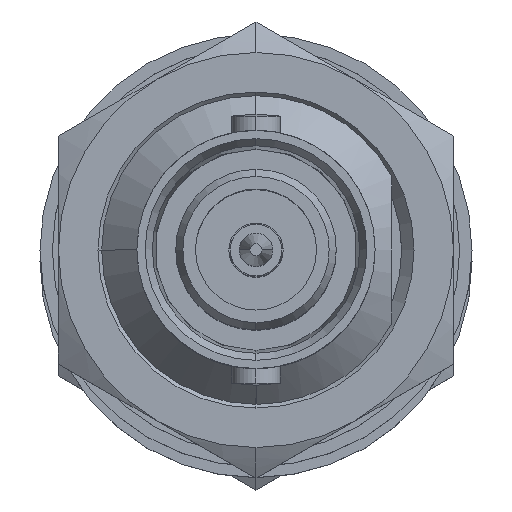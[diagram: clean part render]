
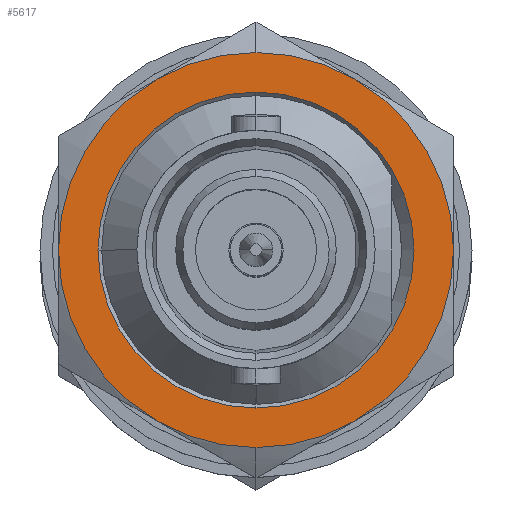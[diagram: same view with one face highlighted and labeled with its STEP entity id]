
A CAD part, top view. The second image highlights one B-rep face of the part: STEP entity #5617.
In plain terms, the highlighted face is planar.
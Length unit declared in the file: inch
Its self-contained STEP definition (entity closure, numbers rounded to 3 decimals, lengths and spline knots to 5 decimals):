
#118 = CIRCLE ( 'NONE', #7985, 0.31496 ) ;
#150 = DIRECTION ( 'NONE',  ( 0., -0.866, -0.5 ) ) ;
#339 = AXIS2_PLACEMENT_3D ( 'NONE', #6459, #6283, #150 ) ;
#452 = DIRECTION ( 'NONE',  ( -1., 0., 0. ) ) ;
#568 = VERTEX_POINT ( 'NONE', #4740 ) ;
#625 = DIRECTION ( 'NONE',  ( 1., 0., 0. ) ) ;
#665 = PLANE ( 'NONE',  #6772 ) ;
#741 = CARTESIAN_POINT ( 'NONE',  ( 0., 0., 0. ) ) ;
#758 = ORIENTED_EDGE ( 'NONE', *, *, #2109, .T. ) ;
#791 = VERTEX_POINT ( 'NONE', #4361 ) ;
#793 = DIRECTION ( 'NONE',  ( 1., 0., 0. ) ) ;
#895 = EDGE_CURVE ( 'NONE', #3185, #791, #3329, .T. ) ;
#945 = CARTESIAN_POINT ( 'NONE',  ( 0., 0., 0. ) ) ;
#963 = ORIENTED_EDGE ( 'NONE', *, *, #4691, .T. ) ;
#968 = FACE_BOUND ( 'NONE', #1585, .T. ) ;
#1032 = CARTESIAN_POINT ( 'NONE',  ( 0., -0.31496, 0. ) ) ;
#1107 = VERTEX_POINT ( 'NONE', #8146 ) ;
#1358 = EDGE_CURVE ( 'NONE', #791, #6460, #7305, .T. ) ;
#1390 = CARTESIAN_POINT ( 'NONE',  ( 0., 0., 0.31496 ) ) ;
#1464 = FACE_OUTER_BOUND ( 'NONE', #8700, .T. ) ;
#1527 = DIRECTION ( 'NONE',  ( 1., 0., 0. ) ) ;
#1585 = EDGE_LOOP ( 'NONE', ( #7192, #963, #7862 ) ) ;
#1650 = EDGE_CURVE ( 'NONE', #4076, #8761, #4180, .T. ) ;
#1791 = AXIS2_PLACEMENT_3D ( 'NONE', #3332, #4806, #2610 ) ;
#1943 = ORIENTED_EDGE ( 'NONE', *, *, #6605, .T. ) ;
#1947 = CARTESIAN_POINT ( 'NONE',  ( 0., 0., 0. ) ) ;
#1954 = DIRECTION ( 'NONE',  ( 0., 0.866, 0.5 ) ) ;
#2021 = DIRECTION ( 'NONE',  ( 0., -1., 0. ) ) ;
#2070 = AXIS2_PLACEMENT_3D ( 'NONE', #6640, #3296, #1954 ) ;
#2109 = EDGE_CURVE ( 'NONE', #6189, #4992, #4482, .T. ) ;
#2115 = DIRECTION ( 'NONE',  ( 1., 0., 0. ) ) ;
#2179 = AXIS2_PLACEMENT_3D ( 'NONE', #2482, #3156, #6508 ) ;
#2214 = CIRCLE ( 'NONE', #1791, 0.31496 ) ;
#2482 = CARTESIAN_POINT ( 'NONE',  ( 0., 0., 0. ) ) ;
#2610 = DIRECTION ( 'NONE',  ( 0., 0.866, 0.5 ) ) ;
#2624 = CIRCLE ( 'NONE', #7608, 0.31496 ) ;
#2753 = CARTESIAN_POINT ( 'NONE',  ( 0., 0.27276, 0.15748 ) ) ;
#2792 = DIRECTION ( 'NONE',  ( 0., 0., 1. ) ) ;
#2990 = DIRECTION ( 'NONE',  ( -1., 0., 0. ) ) ;
#3088 = ORIENTED_EDGE ( 'NONE', *, *, #1650, .T. ) ;
#3108 = EDGE_CURVE ( 'NONE', #4992, #568, #2624, .T. ) ;
#3156 = DIRECTION ( 'NONE',  ( 1., 0., 0. ) ) ;
#3185 = VERTEX_POINT ( 'NONE', #7549 ) ;
#3296 = DIRECTION ( 'NONE',  ( 1., 0., 0. ) ) ;
#3329 = CIRCLE ( 'NONE', #2179, 0.25197 ) ;
#3332 = CARTESIAN_POINT ( 'NONE',  ( 0., 0., 0. ) ) ;
#3661 = CARTESIAN_POINT ( 'NONE',  ( 0., 0., 0. ) ) ;
#3980 = CARTESIAN_POINT ( 'NONE',  ( 0., 0., 0. ) ) ;
#3987 = DIRECTION ( 'NONE',  ( 0., -0.866, -0.5 ) ) ;
#4035 = DIRECTION ( 'NONE',  ( 1., 0., 0. ) ) ;
#4076 = VERTEX_POINT ( 'NONE', #2753 ) ;
#4180 = CIRCLE ( 'NONE', #5322, 0.31496 ) ;
#4361 = CARTESIAN_POINT ( 'NONE',  ( 0., -0.25197, 0. ) ) ;
#4482 = CIRCLE ( 'NONE', #339, 0.31496 ) ;
#4691 = EDGE_CURVE ( 'NONE', #6460, #3185, #7925, .T. ) ;
#4740 = CARTESIAN_POINT ( 'NONE',  ( 0., -0.27276, 0.15748 ) ) ;
#4806 = DIRECTION ( 'NONE',  ( -1., 0., 0. ) ) ;
#4918 = CIRCLE ( 'NONE', #2070, 0.31496 ) ;
#4920 = CARTESIAN_POINT ( 'NONE',  ( 0., 0., 0. ) ) ;
#4992 = VERTEX_POINT ( 'NONE', #1032 ) ;
#5286 = CARTESIAN_POINT ( 'NONE',  ( 0., 0., 0. ) ) ;
#5322 = AXIS2_PLACEMENT_3D ( 'NONE', #3661, #2990, #7037 ) ;
#5339 = AXIS2_PLACEMENT_3D ( 'NONE', #1947, #8103, #2792 ) ;
#5532 = DIRECTION ( 'NONE',  ( 0., 1., 0. ) ) ;
#5608 = AXIS2_PLACEMENT_3D ( 'NONE', #3980, #625, #8123 ) ;
#5617 = ADVANCED_FACE ( 'NONE', ( #968, #1464 ), #665, .F. ) ;
#5807 = EDGE_CURVE ( 'NONE', #4076, #8616, #4918, .T. ) ;
#5882 = ORIENTED_EDGE ( 'NONE', *, *, #3108, .T. ) ;
#5974 = VERTEX_POINT ( 'NONE', #8392 ) ;
#6040 = CARTESIAN_POINT ( 'NONE',  ( 0., 0., 0. ) ) ;
#6189 = VERTEX_POINT ( 'NONE', #7099 ) ;
#6283 = DIRECTION ( 'NONE',  ( -1., 0., 0. ) ) ;
#6288 = CARTESIAN_POINT ( 'NONE',  ( 0., 0.31496, 0. ) ) ;
#6459 = CARTESIAN_POINT ( 'NONE',  ( 0., 0., 0. ) ) ;
#6460 = VERTEX_POINT ( 'NONE', #7871 ) ;
#6485 = EDGE_CURVE ( 'NONE', #8616, #568, #7612, .T. ) ;
#6503 = AXIS2_PLACEMENT_3D ( 'NONE', #4920, #1527, #6962 ) ;
#6508 = DIRECTION ( 'NONE',  ( 0., 1., 0. ) ) ;
#6605 = EDGE_CURVE ( 'NONE', #8761, #1107, #2214, .T. ) ;
#6629 = ORIENTED_EDGE ( 'NONE', *, *, #7101, .F. ) ;
#6640 = CARTESIAN_POINT ( 'NONE',  ( 0., 0., 0. ) ) ;
#6772 = AXIS2_PLACEMENT_3D ( 'NONE', #741, #793, #5532 ) ;
#6877 = DIRECTION ( 'NONE',  ( 0., 0., -1. ) ) ;
#6962 = DIRECTION ( 'NONE',  ( 0., -0.866, -0.5 ) ) ;
#7037 = DIRECTION ( 'NONE',  ( 0., 0.866, 0.5 ) ) ;
#7099 = CARTESIAN_POINT ( 'NONE',  ( 0., -0.27276, -0.15748 ) ) ;
#7101 = EDGE_CURVE ( 'NONE', #5974, #1107, #118, .T. ) ;
#7154 = ORIENTED_EDGE ( 'NONE', *, *, #5807, .F. ) ;
#7191 = EDGE_CURVE ( 'NONE', #6189, #5974, #8341, .T. ) ;
#7192 = ORIENTED_EDGE ( 'NONE', *, *, #1358, .T. ) ;
#7245 = ORIENTED_EDGE ( 'NONE', *, *, #7191, .F. ) ;
#7305 = CIRCLE ( 'NONE', #5608, 0.25197 ) ;
#7549 = CARTESIAN_POINT ( 'NONE',  ( 0., 0.25197, 0. ) ) ;
#7608 = AXIS2_PLACEMENT_3D ( 'NONE', #6040, #452, #3987 ) ;
#7612 = CIRCLE ( 'NONE', #5339, 0.31496 ) ;
#7862 = ORIENTED_EDGE ( 'NONE', *, *, #895, .T. ) ;
#7871 = CARTESIAN_POINT ( 'NONE',  ( 0., 0., -0.25197 ) ) ;
#7925 = CIRCLE ( 'NONE', #8211, 0.25197 ) ;
#7985 = AXIS2_PLACEMENT_3D ( 'NONE', #945, #2115, #6877 ) ;
#8103 = DIRECTION ( 'NONE',  ( 1., 0., 0. ) ) ;
#8123 = DIRECTION ( 'NONE',  ( 0., -1., 0. ) ) ;
#8146 = CARTESIAN_POINT ( 'NONE',  ( 0., 0.27276, -0.15748 ) ) ;
#8211 = AXIS2_PLACEMENT_3D ( 'NONE', #5286, #4035, #2021 ) ;
#8341 = CIRCLE ( 'NONE', #6503, 0.31496 ) ;
#8392 = CARTESIAN_POINT ( 'NONE',  ( 0., 0., -0.31496 ) ) ;
#8616 = VERTEX_POINT ( 'NONE', #1390 ) ;
#8672 = ORIENTED_EDGE ( 'NONE', *, *, #6485, .F. ) ;
#8700 = EDGE_LOOP ( 'NONE', ( #6629, #7245, #758, #5882, #8672, #7154, #3088, #1943 ) ) ;
#8761 = VERTEX_POINT ( 'NONE', #6288 ) ;
